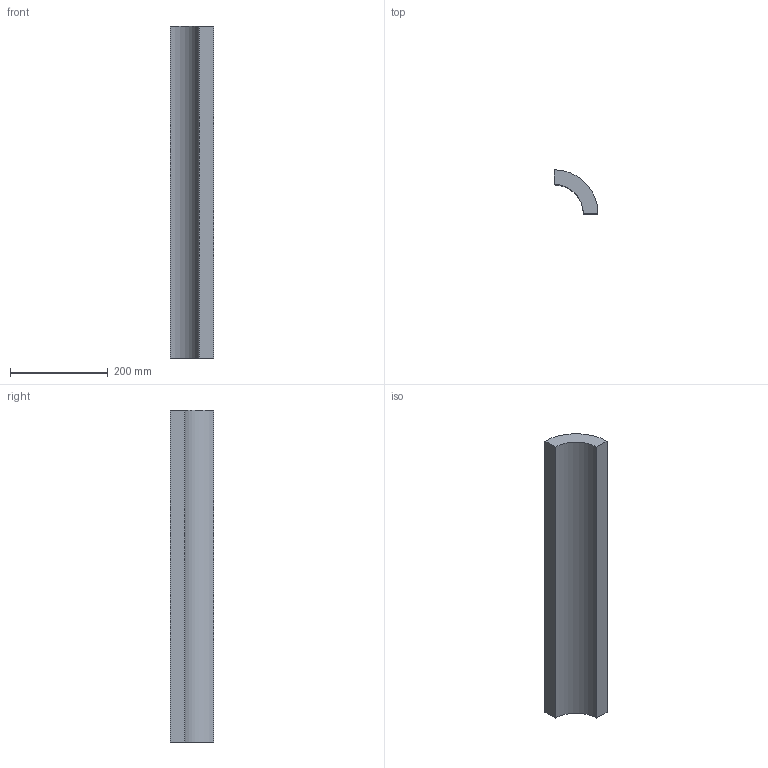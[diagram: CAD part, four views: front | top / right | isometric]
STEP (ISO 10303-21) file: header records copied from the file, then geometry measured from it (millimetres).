
FILE_DESCRIPTION(('Open CASCADE Model'),'2;1');
FILE_NAME('Open CASCADE Shape Model','2021-06-09T00:13:21',('Author'),( 'Open CASCADE'),'Open CASCADE STEP processor 7.5','Open CASCADE 7.5' ,'Unknown');
FILE_SCHEMA(('AUTOMOTIVE_DESIGN { 1 0 10303 214 1 1 1 1 }'));
Length unit declared in the file: millimetre
Products named in the file (5): CQ assembly; center_column_shield; center_column_shield_part; 1e3d51ac-c8af-11eb-820f-7085c2b1c2e1; 1e3d51ac-c8af-11eb-820f-7085c2b1c2e1_part
Assembly tree (4 placements, depth 4):
  CQ assembly
    center_column_shield
      center_column_shield_part
      1e3d51ac-c8af-11eb-820f-7085c2b1c2e1
        1e3d51ac-c8af-11eb-820f-7085c2b1c2e1_part
Bounding box: 90 x 90 x 680 mm (x, y, z)
Volume: 2403318.4 mm3; surface area: 208089.8 mm2
Topology: 1 solids, 1 shells, 6 faces, 12 edges, 8 vertices
Faces by surface type: plane 4, cylinder 2
Entity records: 407 total; most frequent: DIRECTION 62, CARTESIAN_POINT 55, LINE 28, VECTOR 28, ORIENTED_EDGE 24, PCURVE 24, DEFINITIONAL_REPRESENTATION 24, AXIS2_PLACEMENT_3D 15
